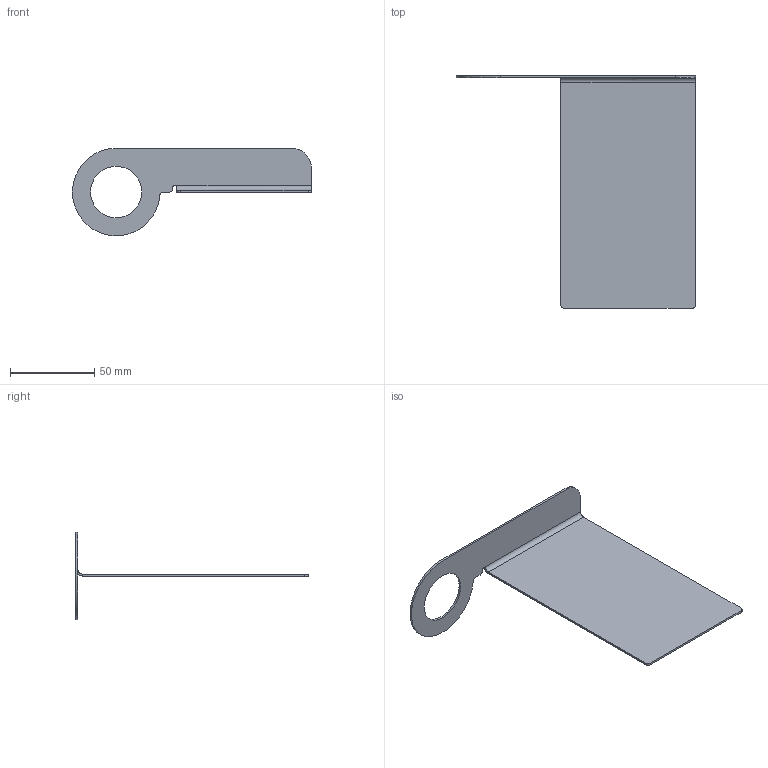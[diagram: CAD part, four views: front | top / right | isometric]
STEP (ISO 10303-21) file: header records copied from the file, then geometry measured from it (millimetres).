
FILE_DESCRIPTION((''),'2;1');
FILE_NAME('185531_ASM','2015-01-12T',('pdmadmin'),(''),'PRO/ENGINEER BY PARAMETRIC TECHNOLOGY CORPORATION, 2013230','PRO/ENGINEER BY PARAMETRIC TECHNOLOGY CORPORATION, 2013230','');
FILE_SCHEMA(('CONFIG_CONTROL_DESIGN'));
Length unit declared in the file: millimetre
Products named in the file (2): 185530; 185531_ASM
Assembly tree (1 placements, depth 2):
  185531_ASM
    185530
Bounding box: 141.99 x 138 x 51.97 mm (x, y, z)
Volume: 17602.6 mm3; surface area: 30218.7 mm2
Topology: 1 solids, 1 shells, 456 faces, 1290 edges, 858 vertices
Faces by surface type: plane 444, cylinder 11, bspline 1
Entity records: 14581 total; most frequent: CARTESIAN_POINT 2654, ORIENTED_EDGE 2580, DIRECTION 2228, EDGE_CURVE 1290, VECTOR 1264, LINE 1264, VERTEX_POINT 858, AXIS2_PLACEMENT_3D 482
